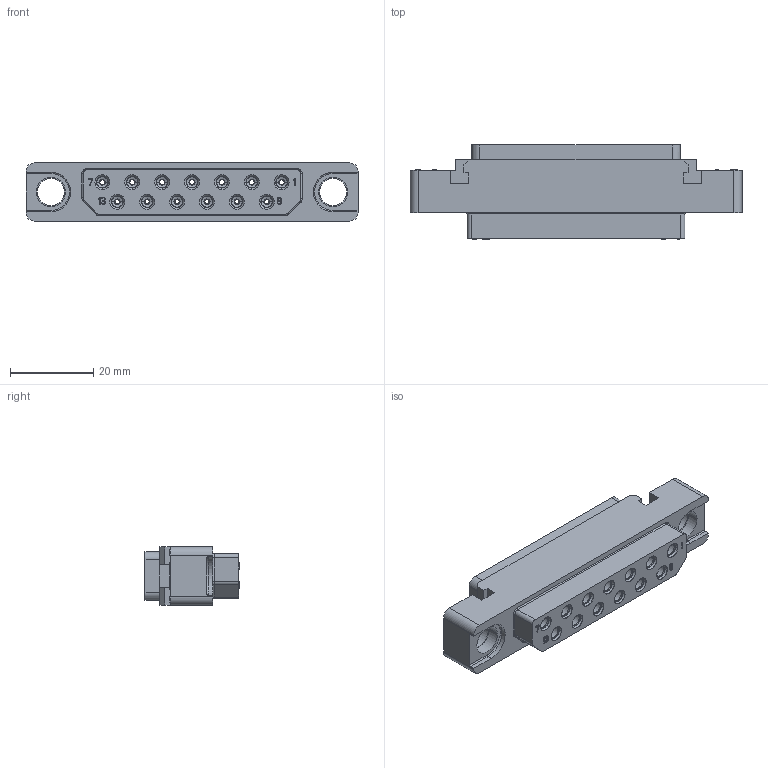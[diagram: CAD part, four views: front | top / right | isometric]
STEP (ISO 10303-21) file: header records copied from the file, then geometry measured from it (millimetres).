
FILE_DESCRIPTION((''),'2;1');
FILE_NAME('1900ND05S1X00C','2020-08-03T',('presta_be4'),(''),'CREO PARAMETRIC BY PTC INC, 2018360','CREO PARAMETRIC BY PTC INC, 2018360','');
FILE_SCHEMA(('CONFIG_CONTROL_DESIGN'));
Products named in the file (1): 1900ND05S1X00C
Bounding box: 80 x 22.72 x 14 mm (x, y, z)
Volume: 13528.2 mm3; surface area: 11459.5 mm2
Topology: 1 solids, 1 shells, 2046 faces, 5101 edges, 3210 vertices
Faces by surface type: plane 957, cylinder 547, torus 268, cone 212, bspline 62
Entity records: 64026 total; most frequent: CARTESIAN_POINT 14657, DIRECTION 10469, ORIENTED_EDGE 10202, EDGE_CURVE 5101, AXIS2_PLACEMENT_3D 3719, VERTEX_POINT 3210, VECTOR 3031, LINE 3031
